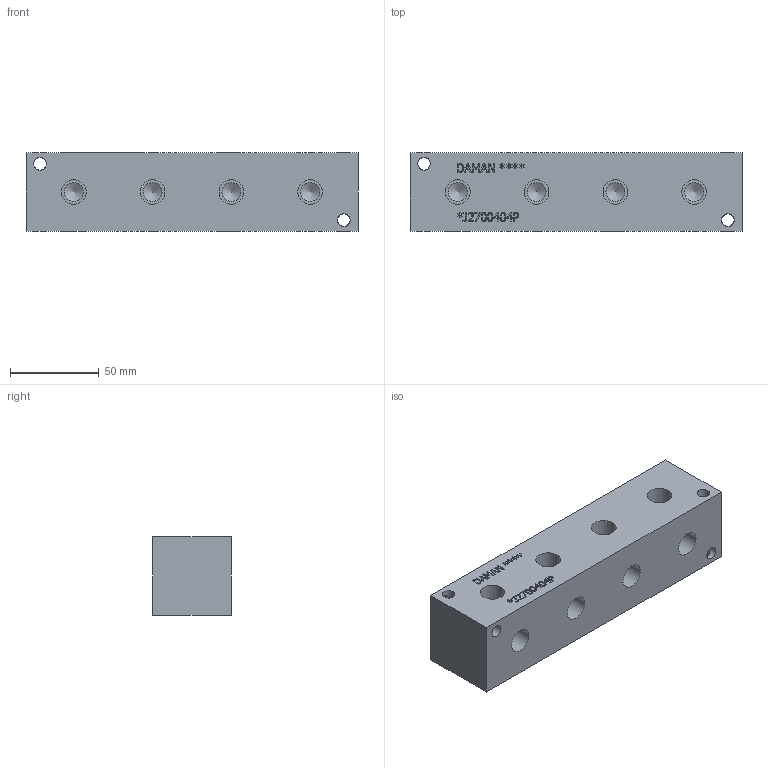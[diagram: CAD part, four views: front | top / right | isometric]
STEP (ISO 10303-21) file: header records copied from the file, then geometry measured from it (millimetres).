
FILE_DESCRIPTION(/* description */ (''),/* implementation_level */ '2;1');
FILE_NAME(/* name */ '_J2700404P.stp',/* time_stamp */ '2022-09-01T11:01:54-04:00',/* author */ ('bobbyh'),/* organization */ (''),/* preprocessor_version */ 'ST-DEVELOPER v18',/* originating_system */ 'Autodesk Inventor 2020',/* authorisation */ '');
FILE_SCHEMA (('AUTOMOTIVE_DESIGN { 1 0 10303 214 3 1 1 }'));
Length unit declared in the file: millimetre
Products named in the file (1): Part_+J2700404P_3D
Bounding box: 187.32 x 44.45 x 44.45 mm (x, y, z)
Volume: 341359.1 mm3; surface area: 46788.8 mm2
Topology: 1 solids, 1 shells, 355 faces, 967 edges, 650 vertices
Faces by surface type: plane 243, bspline 68, cylinder 32, cone 12
Full cylindrical faces by diameter (mm): 7.137 x8, 10.719 x12, 13.868 x12
Entity records: 11793 total; most frequent: CARTESIAN_POINT 2845, ORIENTED_EDGE 1910, DIRECTION 1499, EDGE_CURVE 955, LINE 715, VECTOR 715, VERTEX_POINT 650, EDGE_LOOP 415
